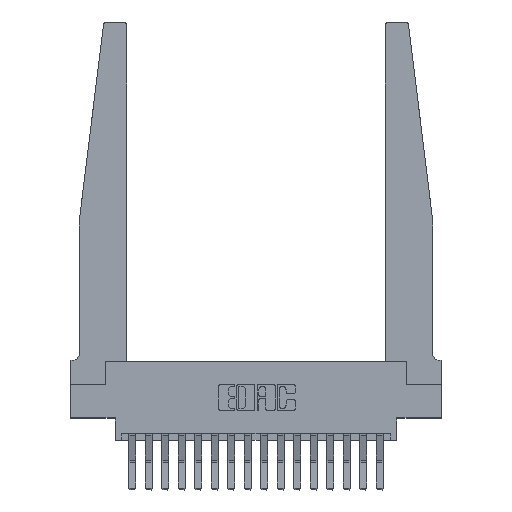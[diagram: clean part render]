
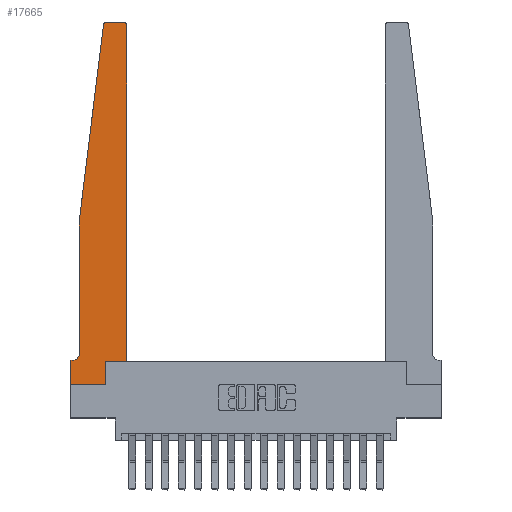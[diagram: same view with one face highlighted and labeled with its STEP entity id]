
A CAD part, top view. The second image highlights one B-rep face of the part: STEP entity #17665.
In plain terms, the highlighted planar face has unit normal (0, 0, 1).
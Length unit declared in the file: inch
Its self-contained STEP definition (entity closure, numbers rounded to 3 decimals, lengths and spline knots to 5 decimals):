
#23 = DIRECTION ( 'NONE',  ( 0., 1., 0. ) ) ;
#90 = DIRECTION ( 'NONE',  ( 1., 0., 0. ) ) ;
#183 = PLANE ( 'NONE',  #18478 ) ;
#283 = CARTESIAN_POINT ( 'NONE',  ( 0., 0.1875, 0.37 ) ) ;
#419 = EDGE_CURVE ( 'NONE', #17826, #16384, #11205, .T. ) ;
#628 = CIRCLE ( 'NONE', #2486, 0.03 ) ;
#734 = VECTOR ( 'NONE', #14729, 39.37008 ) ;
#843 = CARTESIAN_POINT ( 'NONE',  ( 0., 0.1875, 0.37 ) ) ;
#951 = EDGE_CURVE ( 'NONE', #11716, #17826, #15686, .T. ) ;
#1097 = CARTESIAN_POINT ( 'NONE',  ( 0.425, 0.18, 0.37 ) ) ;
#1168 = VECTOR ( 'NONE', #11421, 39.37008 ) ;
#1176 = DIRECTION ( 'NONE',  ( 1., 0., 0. ) ) ;
#1211 = ORIENTED_EDGE ( 'NONE', *, *, #951, .T. ) ;
#1563 = CIRCLE ( 'NONE', #2818, 0.03 ) ;
#2390 = EDGE_CURVE ( 'NONE', #15330, #18121, #8374, .T. ) ;
#2396 = VECTOR ( 'NONE', #16681, 39.37008 ) ;
#2486 = AXIS2_PLACEMENT_3D ( 'NONE', #9927, #6981, #15913 ) ;
#2746 = VECTOR ( 'NONE', #16085, 39.37008 ) ;
#2818 = AXIS2_PLACEMENT_3D ( 'NONE', #8551, #11888, #1176 ) ;
#2951 = EDGE_CURVE ( 'NONE', #12873, #17387, #1563, .T. ) ;
#3876 = LINE ( 'NONE', #15760, #18407 ) ;
#4150 = LINE ( 'NONE', #1097, #17314 ) ;
#4668 = VECTOR ( 'NONE', #9006, 39.37008 ) ;
#4706 = CARTESIAN_POINT ( 'NONE',  ( 0., 0., 0.37 ) ) ;
#4721 = CARTESIAN_POINT ( 'NONE',  ( 0.425, 2.72, 0.37 ) ) ;
#4912 = VERTEX_POINT ( 'NONE', #843 ) ;
#5240 = AXIS2_PLACEMENT_3D ( 'NONE', #9717, #14426, #5295 ) ;
#5268 = ORIENTED_EDGE ( 'NONE', *, *, #13332, .T. ) ;
#5295 = DIRECTION ( 'NONE',  ( -1., 0., 0. ) ) ;
#5440 = ORIENTED_EDGE ( 'NONE', *, *, #13569, .T. ) ;
#5490 = CARTESIAN_POINT ( 'NONE',  ( 0.065, 0.1875, 0.37 ) ) ;
#5779 = CARTESIAN_POINT ( 'NONE',  ( 0.065, 1.25, 0.37 ) ) ;
#6012 = ORIENTED_EDGE ( 'NONE', *, *, #2951, .T. ) ;
#6117 = CARTESIAN_POINT ( 'NONE',  ( 0.425, 0.18, 0.37 ) ) ;
#6231 = VECTOR ( 'NONE', #10086, 39.37008 ) ;
#6383 = EDGE_CURVE ( 'NONE', #16384, #4912, #13145, .T. ) ;
#6568 = CARTESIAN_POINT ( 'NONE',  ( 0.24675, 2.72367, 0.37 ) ) ;
#6981 = DIRECTION ( 'NONE',  ( 0., 0., 1. ) ) ;
#7592 = EDGE_CURVE ( 'NONE', #18121, #7830, #4150, .T. ) ;
#7824 = LINE ( 'NONE', #15006, #4668 ) ;
#7830 = VERTEX_POINT ( 'NONE', #6117 ) ;
#8226 = CARTESIAN_POINT ( 'NONE',  ( 0.27653, 2.75, 0.37 ) ) ;
#8371 = DIRECTION ( 'NONE',  ( 1., 0., 0. ) ) ;
#8374 = LINE ( 'NONE', #15742, #1168 ) ;
#8490 = EDGE_LOOP ( 'NONE', ( #11933, #6012, #5440, #1211, #12797, #10289, #12320, #17100, #12093, #16942, #5268, #16808 ) ) ;
#8551 = CARTESIAN_POINT ( 'NONE',  ( 0.27653, 2.72, 0.37 ) ) ;
#9006 = DIRECTION ( 'NONE',  ( 1., 0., 0. ) ) ;
#9108 = FACE_OUTER_BOUND ( 'NONE', #8490, .T. ) ;
#9717 = CARTESIAN_POINT ( 'NONE',  ( 0.015, 0.2375, 0.37 ) ) ;
#9927 = CARTESIAN_POINT ( 'NONE',  ( 0.395, 2.72, 0.37 ) ) ;
#10086 = DIRECTION ( 'NONE',  ( 0., -1., 0. ) ) ;
#10289 = ORIENTED_EDGE ( 'NONE', *, *, #6383, .T. ) ;
#10422 = CARTESIAN_POINT ( 'NONE',  ( 0.2605, 0.18, 0.37 ) ) ;
#11205 = CIRCLE ( 'NONE', #5240, 0.05 ) ;
#11267 = CARTESIAN_POINT ( 'NONE',  ( 0.065, 1.25, 0.37 ) ) ;
#11411 = CARTESIAN_POINT ( 'NONE',  ( 0.25, 2.75, 0.37 ) ) ;
#11421 = DIRECTION ( 'NONE',  ( 0., 1., 0. ) ) ;
#11477 = VECTOR ( 'NONE', #17006, 39.37008 ) ;
#11716 = VERTEX_POINT ( 'NONE', #12118 ) ;
#11888 = DIRECTION ( 'NONE',  ( 0., 0., 1. ) ) ;
#11917 = EDGE_CURVE ( 'NONE', #13472, #12873, #15917, .T. ) ;
#11933 = ORIENTED_EDGE ( 'NONE', *, *, #11917, .T. ) ;
#12093 = ORIENTED_EDGE ( 'NONE', *, *, #2390, .T. ) ;
#12118 = CARTESIAN_POINT ( 'NONE',  ( 0.065, 1.25, 0.37 ) ) ;
#12294 = CARTESIAN_POINT ( 'NONE',  ( 0.395, 2.75, 0.37 ) ) ;
#12320 = ORIENTED_EDGE ( 'NONE', *, *, #12638, .T. ) ;
#12602 = CARTESIAN_POINT ( 'NONE',  ( 0.2605, 0., 0.37 ) ) ;
#12638 = EDGE_CURVE ( 'NONE', #4912, #15459, #19309, .T. ) ;
#12797 = ORIENTED_EDGE ( 'NONE', *, *, #419, .T. ) ;
#12873 = VERTEX_POINT ( 'NONE', #8226 ) ;
#13145 = LINE ( 'NONE', #5490, #734 ) ;
#13332 = EDGE_CURVE ( 'NONE', #7830, #18102, #3876, .T. ) ;
#13472 = VERTEX_POINT ( 'NONE', #12294 ) ;
#13569 = EDGE_CURVE ( 'NONE', #17387, #11716, #14718, .T. ) ;
#14426 = DIRECTION ( 'NONE',  ( 0., 0., -1. ) ) ;
#14718 = LINE ( 'NONE', #5779, #2746 ) ;
#14729 = DIRECTION ( 'NONE',  ( -1., 0., 0. ) ) ;
#15006 = CARTESIAN_POINT ( 'NONE',  ( 0., 0., 0.37 ) ) ;
#15010 = DIRECTION ( 'NONE',  ( 0., 0., 1. ) ) ;
#15330 = VERTEX_POINT ( 'NONE', #12602 ) ;
#15459 = VERTEX_POINT ( 'NONE', #16902 ) ;
#15686 = LINE ( 'NONE', #11267, #6231 ) ;
#15742 = CARTESIAN_POINT ( 'NONE',  ( 0.2605, 0.18, 0.37 ) ) ;
#15760 = CARTESIAN_POINT ( 'NONE',  ( 0.425, 0.18, 0.37 ) ) ;
#15913 = DIRECTION ( 'NONE',  ( 1., 0., 0. ) ) ;
#15917 = LINE ( 'NONE', #11411, #11477 ) ;
#16085 = DIRECTION ( 'NONE',  ( -0.122, -0.992, 0. ) ) ;
#16301 = EDGE_CURVE ( 'NONE', #15459, #15330, #7824, .T. ) ;
#16384 = VERTEX_POINT ( 'NONE', #16568 ) ;
#16568 = CARTESIAN_POINT ( 'NONE',  ( 0.015, 0.1875, 0.37 ) ) ;
#16681 = DIRECTION ( 'NONE',  ( 0., -1., 0. ) ) ;
#16808 = ORIENTED_EDGE ( 'NONE', *, *, #19359, .T. ) ;
#16902 = CARTESIAN_POINT ( 'NONE',  ( 0., 0., 0.37 ) ) ;
#16942 = ORIENTED_EDGE ( 'NONE', *, *, #7592, .T. ) ;
#17006 = DIRECTION ( 'NONE',  ( -1., 0., 0. ) ) ;
#17087 = CARTESIAN_POINT ( 'NONE',  ( 0.065, 0.2375, 0.37 ) ) ;
#17100 = ORIENTED_EDGE ( 'NONE', *, *, #16301, .T. ) ;
#17314 = VECTOR ( 'NONE', #8371, 39.37008 ) ;
#17387 = VERTEX_POINT ( 'NONE', #6568 ) ;
#17665 = ADVANCED_FACE ( 'NONE', ( #9108 ), #183, .T. ) ;
#17826 = VERTEX_POINT ( 'NONE', #17087 ) ;
#18102 = VERTEX_POINT ( 'NONE', #4721 ) ;
#18121 = VERTEX_POINT ( 'NONE', #10422 ) ;
#18407 = VECTOR ( 'NONE', #23, 39.37008 ) ;
#18478 = AXIS2_PLACEMENT_3D ( 'NONE', #283, #15010, #90 ) ;
#19309 = LINE ( 'NONE', #4706, #2396 ) ;
#19359 = EDGE_CURVE ( 'NONE', #18102, #13472, #628, .T. ) ;
